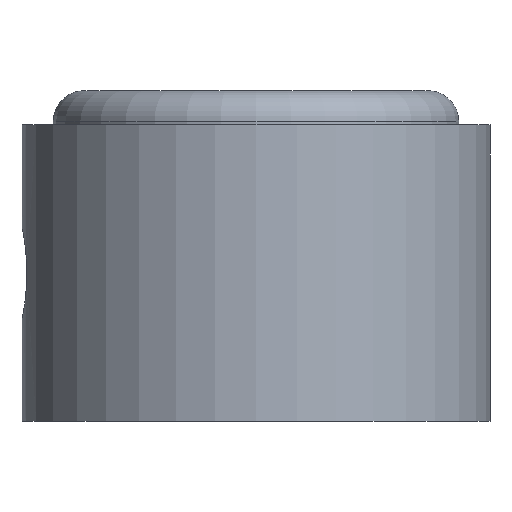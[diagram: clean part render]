
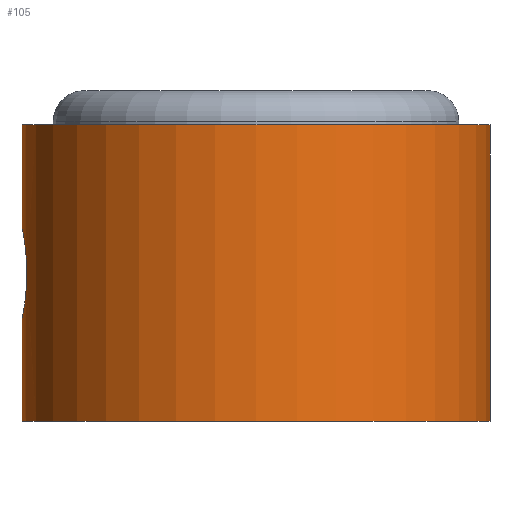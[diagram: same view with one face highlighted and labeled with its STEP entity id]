
A CAD part, front view. The second image highlights one B-rep face of the part: STEP entity #105.
In plain terms, the highlighted cylindrical face has radius 7.5 mm (diameter 15 mm), a full revolution.
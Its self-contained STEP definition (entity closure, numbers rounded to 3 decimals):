
#80 = EDGE_CURVE('',#81,#81,#83,.T.);
#81 = VERTEX_POINT('',#82);
#82 = CARTESIAN_POINT('',(7.5,0.,9.5));
#83 = CIRCLE('',#84,7.5);
#84 = AXIS2_PLACEMENT_3D('',#85,#86,#87);
#85 = CARTESIAN_POINT('',(0.,0.,9.5));
#86 = DIRECTION('',(0.,0.,1.));
#87 = DIRECTION('',(1.,0.,0.));
#105 = ADVANCED_FACE('',(#106,#125),#182,.T.);
#106 = FACE_BOUND('',#107,.F.);
#107 = EDGE_LOOP('',(#108,#117,#123,#124));
#108 = ORIENTED_EDGE('',*,*,#109,.F.);
#109 = EDGE_CURVE('',#110,#110,#112,.T.);
#110 = VERTEX_POINT('',#111);
#111 = CARTESIAN_POINT('',(7.5,0.,0.));
#112 = CIRCLE('',#113,7.5);
#113 = AXIS2_PLACEMENT_3D('',#114,#115,#116);
#114 = CARTESIAN_POINT('',(0.,0.,0.));
#115 = DIRECTION('',(0.,0.,1.));
#116 = DIRECTION('',(1.,0.,0.));
#117 = ORIENTED_EDGE('',*,*,#118,.T.);
#118 = EDGE_CURVE('',#110,#81,#119,.T.);
#119 = LINE('',#120,#121);
#120 = CARTESIAN_POINT('',(7.5,0.,0.));
#121 = VECTOR('',#122,1.);
#122 = DIRECTION('',(0.,0.,1.));
#123 = ORIENTED_EDGE('',*,*,#80,.T.);
#124 = ORIENTED_EDGE('',*,*,#118,.F.);
#125 = FACE_BOUND('',#126,.F.);
#126 = EDGE_LOOP('',(#127));
#127 = ORIENTED_EDGE('',*,*,#128,.T.);
#128 = EDGE_CURVE('',#129,#129,#131,.T.);
#129 = VERTEX_POINT('',#130);
#130 = CARTESIAN_POINT('',(-7.5,0.,6.25));
#131 = B_SPLINE_CURVE_WITH_KNOTS('',7,(#132,#133,#134,#135,#136,#137,
    #138,#139,#140,#141,#142,#143,#144,#145,#146,#147,#148,#149,#150,
    #151,#152,#153,#154,#155,#156,#157,#158,#159,#160,#161,#162,#163,
    #164,#165,#166,#167,#168,#169,#170,#171,#172,#173,#174,#175,#176,
    #177,#178,#179,#180,#181),.UNSPECIFIED.,.T.,.F.,(8,6,6,6,6,6,6,6,8),
  (0.,0.124,0.25,0.376,0.5,
    0.624,0.75,0.876,1.),.UNSPECIFIED.);
#132 = CARTESIAN_POINT('',(-7.5,0.,6.25));
#133 = CARTESIAN_POINT('',(-7.5,0.197,6.25));
#134 = CARTESIAN_POINT('',(-7.494,0.389,6.22
    ));
#135 = CARTESIAN_POINT('',(-7.482,0.572,6.162
    ));
#136 = CARTESIAN_POINT('',(-7.467,0.739,6.08
    ));
#137 = CARTESIAN_POINT('',(-7.449,0.889,5.979)
  );
#138 = CARTESIAN_POINT('',(-7.431,1.018,5.864)
  );
#139 = CARTESIAN_POINT('',(-7.399,1.234,5.619
    ));
#140 = CARTESIAN_POINT('',(-7.383,1.324,5.485
    ));
#141 = CARTESIAN_POINT('',(-7.37,1.395,5.344)
  );
#142 = CARTESIAN_POINT('',(-7.359,1.447,5.199)
  );
#143 = CARTESIAN_POINT('',(-7.352,1.482,5.05)
  );
#144 = CARTESIAN_POINT('',(-7.348,1.5,4.9));
#145 = CARTESIAN_POINT('',(-7.348,1.5,4.6));
#146 = CARTESIAN_POINT('',(-7.352,1.482,4.45)
  );
#147 = CARTESIAN_POINT('',(-7.359,1.447,4.301
    ));
#148 = CARTESIAN_POINT('',(-7.37,1.395,4.156
    ));
#149 = CARTESIAN_POINT('',(-7.383,1.324,4.015
    ));
#150 = CARTESIAN_POINT('',(-7.399,1.234,3.881
    ));
#151 = CARTESIAN_POINT('',(-7.431,1.018,3.636
    ));
#152 = CARTESIAN_POINT('',(-7.449,0.889,3.521)
  );
#153 = CARTESIAN_POINT('',(-7.467,0.739,3.42
    ));
#154 = CARTESIAN_POINT('',(-7.482,0.572,3.338
    ));
#155 = CARTESIAN_POINT('',(-7.494,0.389,3.28
    ));
#156 = CARTESIAN_POINT('',(-7.5,0.197,3.25));
#157 = CARTESIAN_POINT('',(-7.5,-0.197,3.25));
#158 = CARTESIAN_POINT('',(-7.494,-0.389,
    3.28));
#159 = CARTESIAN_POINT('',(-7.482,-0.572,
    3.338));
#160 = CARTESIAN_POINT('',(-7.467,-0.739,
    3.42));
#161 = CARTESIAN_POINT('',(-7.449,-0.889,3.521
    ));
#162 = CARTESIAN_POINT('',(-7.431,-1.018,3.636
    ));
#163 = CARTESIAN_POINT('',(-7.399,-1.234,
    3.881));
#164 = CARTESIAN_POINT('',(-7.383,-1.324,
    4.015));
#165 = CARTESIAN_POINT('',(-7.37,-1.395,
    4.156));
#166 = CARTESIAN_POINT('',(-7.359,-1.447,4.301
    ));
#167 = CARTESIAN_POINT('',(-7.352,-1.482,
    4.45));
#168 = CARTESIAN_POINT('',(-7.348,-1.5,4.6));
#169 = CARTESIAN_POINT('',(-7.348,-1.5,4.9));
#170 = CARTESIAN_POINT('',(-7.352,-1.482,5.05)
  );
#171 = CARTESIAN_POINT('',(-7.359,-1.447,
    5.199));
#172 = CARTESIAN_POINT('',(-7.37,-1.395,
    5.344));
#173 = CARTESIAN_POINT('',(-7.383,-1.324,
    5.485));
#174 = CARTESIAN_POINT('',(-7.399,-1.234,5.619)
  );
#175 = CARTESIAN_POINT('',(-7.431,-1.018,
    5.864));
#176 = CARTESIAN_POINT('',(-7.449,-0.889,
    5.979));
#177 = CARTESIAN_POINT('',(-7.467,-0.739,6.08
    ));
#178 = CARTESIAN_POINT('',(-7.482,-0.571,
    6.162));
#179 = CARTESIAN_POINT('',(-7.494,-0.389,
    6.22));
#180 = CARTESIAN_POINT('',(-7.5,-0.197,6.25));
#181 = CARTESIAN_POINT('',(-7.5,0.,6.25));
#182 = CYLINDRICAL_SURFACE('',#183,7.5);
#183 = AXIS2_PLACEMENT_3D('',#184,#185,#186);
#184 = CARTESIAN_POINT('',(0.,0.,0.));
#185 = DIRECTION('',(-0.,-0.,-1.));
#186 = DIRECTION('',(1.,0.,0.));
